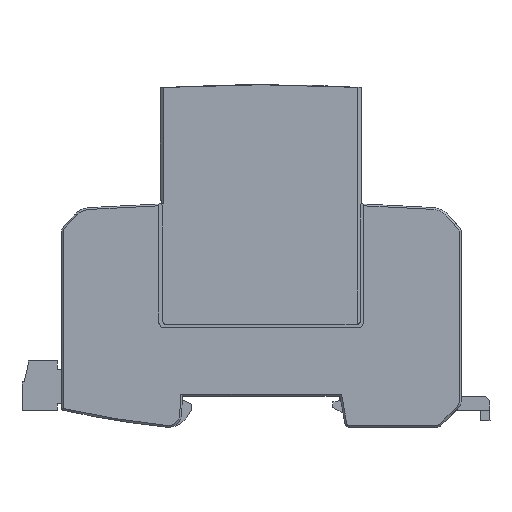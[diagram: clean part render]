
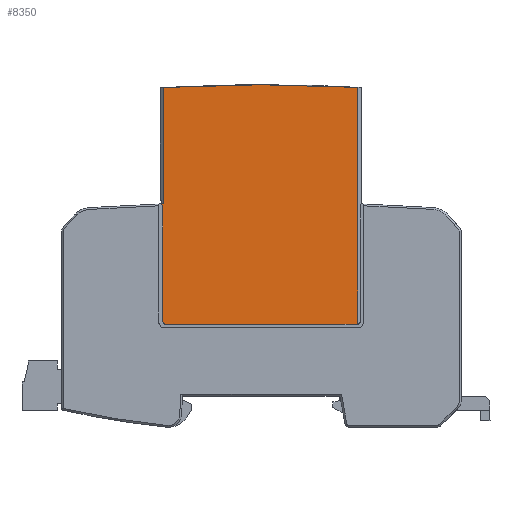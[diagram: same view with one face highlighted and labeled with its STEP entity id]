
A CAD part, left-side view. The second image highlights one B-rep face of the part: STEP entity #8350.
In plain terms, the highlighted planar face has unit normal (-1, 0, 0).
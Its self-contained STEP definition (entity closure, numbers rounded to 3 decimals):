
#7319=AXIS2_PLACEMENT_3D('Circle Axis2P3D',#7317,#7318,$) ;
#7395=AXIS2_PLACEMENT_3D('Circle Axis2P3D',#7393,#7394,$) ;
#8316=AXIS2_PLACEMENT_3D('Plane Axis2P3D',#8313,#8314,#8315) ;
#6070=CARTESIAN_POINT('Vertex',(0.001,73.944,50.268)) ;
#6073=CARTESIAN_POINT('Line Origine',(0.001,73.944,50.288)) ;
#6077=CARTESIAN_POINT('Vertex',(0.001,73.944,50.309)) ;
#7317=CARTESIAN_POINT('Axis2P3D Location',(0.001,29.941,24.005)) ;
#7321=CARTESIAN_POINT('Vertex',(0.001,29.741,23.231)) ;
#7323=CARTESIAN_POINT('Vertex',(0.001,29.941,23.205)) ;
#7356=CARTESIAN_POINT('Vertex',(0.001,72.941,23.201)) ;
#7366=CARTESIAN_POINT('Line Origine',(0.001,51.441,23.203)) ;
#7385=CARTESIAN_POINT('Vertex',(0.001,73.741,24.001)) ;
#7393=CARTESIAN_POINT('Axis2P3D Location',(0.001,72.941,24.001)) ;
#7412=CARTESIAN_POINT('Vertex',(0.001,73.744,49.636)) ;
#7420=CARTESIAN_POINT('Line Origine',(0.001,73.742,36.819)) ;
#8268=CARTESIAN_POINT('Vertex',(0.001,73.444,50.309)) ;
#8271=CARTESIAN_POINT('Line Origine',(0.001,73.445,63.419)) ;
#8275=CARTESIAN_POINT('Vertex',(0.001,73.446,76.529)) ;
#8301=CARTESIAN_POINT('Line Origine',(0.001,73.694,50.309)) ;
#8313=CARTESIAN_POINT('Axis2P3D Location',(0.001,6.919,49.883)) ;
#8318=CARTESIAN_POINT('Line Origine',(0.001,73.844,49.952)) ;
#8323=CARTESIAN_POINT('Line Origine',(0.001,29.744,49.89)) ;
#8327=CARTESIAN_POINT('Vertex',(0.001,29.746,76.549)) ;
#8331=CARTESIAN_POINT('Control Point',(0.001,73.446,76.529)) ;
#8332=CARTESIAN_POINT('Control Point',(0.001,64.715,77.011)) ;
#8333=CARTESIAN_POINT('Control Point',(0.001,55.971,77.254)) ;
#8334=CARTESIAN_POINT('Control Point',(0.001,47.222,77.258)) ;
#8335=CARTESIAN_POINT('Control Point',(0.001,38.478,77.023)) ;
#8336=CARTESIAN_POINT('Control Point',(0.001,29.746,76.549)) ;
#6074=DIRECTION('Vector Direction',(0.,0.,1.)) ;
#7318=DIRECTION('Axis2P3D Direction',(1.,0.,0.)) ;
#7367=DIRECTION('Vector Direction',(0.,-1.,0.)) ;
#7394=DIRECTION('Axis2P3D Direction',(1.,0.,0.)) ;
#7421=DIRECTION('Vector Direction',(0.,0.,-1.)) ;
#8272=DIRECTION('Vector Direction',(0.,0.,1.)) ;
#8302=DIRECTION('Vector Direction',(0.,1.,0.)) ;
#8314=DIRECTION('Axis2P3D Direction',(-1.,0.,0.)) ;
#8315=DIRECTION('Axis2P3D XDirection',(0.,1.,0.)) ;
#8319=DIRECTION('Vector Direction',(0.,0.302,0.953)) ;
#8324=DIRECTION('Vector Direction',(0.,0.,-1.)) ;
#6075=VECTOR('Line Direction',#6074,1.) ;
#7368=VECTOR('Line Direction',#7367,1.) ;
#7422=VECTOR('Line Direction',#7421,1.) ;
#8273=VECTOR('Line Direction',#8272,1.) ;
#8303=VECTOR('Line Direction',#8302,1.) ;
#8320=VECTOR('Line Direction',#8319,1.) ;
#8325=VECTOR('Line Direction',#8324,1.) ;
#8339=ORIENTED_EDGE('',*,*,#8277,.F.) ;
#8340=ORIENTED_EDGE('',*,*,#8305,.T.) ;
#8341=ORIENTED_EDGE('',*,*,#6079,.F.) ;
#8342=ORIENTED_EDGE('',*,*,#8322,.F.) ;
#8343=ORIENTED_EDGE('',*,*,#7424,.T.) ;
#8344=ORIENTED_EDGE('',*,*,#7397,.F.) ;
#8345=ORIENTED_EDGE('',*,*,#7370,.T.) ;
#8346=ORIENTED_EDGE('',*,*,#7325,.F.) ;
#8347=ORIENTED_EDGE('',*,*,#8329,.F.) ;
#8348=ORIENTED_EDGE('',*,*,#8337,.F.) ;
#8350=ADVANCED_FACE('VPU',(#8349),#8317,.T.) ;
#8330=B_SPLINE_CURVE_WITH_KNOTS('',5,(#8331,#8332,#8333,#8334,#8335,#8336),.UNSPECIFIED.,.F.,.U.,(6,6),(0.,61.84),.UNSPECIFIED.) ;
#7320=CIRCLE('generated circle',#7319,0.8) ;
#7396=CIRCLE('generated circle',#7395,0.8) ;
#6079=EDGE_CURVE('',#6071,#6078,#6076,.T.) ;
#7325=EDGE_CURVE('',#7322,#7324,#7320,.T.) ;
#7370=EDGE_CURVE('',#7357,#7324,#7369,.T.) ;
#7397=EDGE_CURVE('',#7357,#7386,#7396,.T.) ;
#7424=EDGE_CURVE('',#7413,#7386,#7423,.T.) ;
#8277=EDGE_CURVE('',#8269,#8276,#8274,.T.) ;
#8305=EDGE_CURVE('',#8269,#6078,#8304,.T.) ;
#8322=EDGE_CURVE('',#7413,#6071,#8321,.T.) ;
#8329=EDGE_CURVE('',#8328,#7322,#8326,.T.) ;
#8337=EDGE_CURVE('',#8276,#8328,#8330,.T.) ;
#8338=EDGE_LOOP('',(#8339,#8340,#8341,#8342,#8343,#8344,#8345,#8346,#8347,#8348)) ;
#8349=FACE_OUTER_BOUND('',#8338,.T.) ;
#6076=LINE('Line',#6073,#6075) ;
#7369=LINE('Line',#7366,#7368) ;
#7423=LINE('Line',#7420,#7422) ;
#8274=LINE('Line',#8271,#8273) ;
#8304=LINE('Line',#8301,#8303) ;
#8321=LINE('Line',#8318,#8320) ;
#8326=LINE('Line',#8323,#8325) ;
#8317=PLANE('',#8316) ;
#6071=VERTEX_POINT('',#6070) ;
#6078=VERTEX_POINT('',#6077) ;
#7322=VERTEX_POINT('',#7321) ;
#7324=VERTEX_POINT('',#7323) ;
#7357=VERTEX_POINT('',#7356) ;
#7386=VERTEX_POINT('',#7385) ;
#7413=VERTEX_POINT('',#7412) ;
#8269=VERTEX_POINT('',#8268) ;
#8276=VERTEX_POINT('',#8275) ;
#8328=VERTEX_POINT('',#8327) ;
